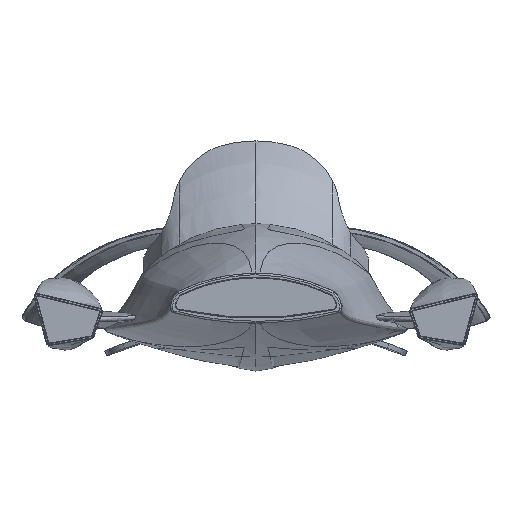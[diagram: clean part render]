
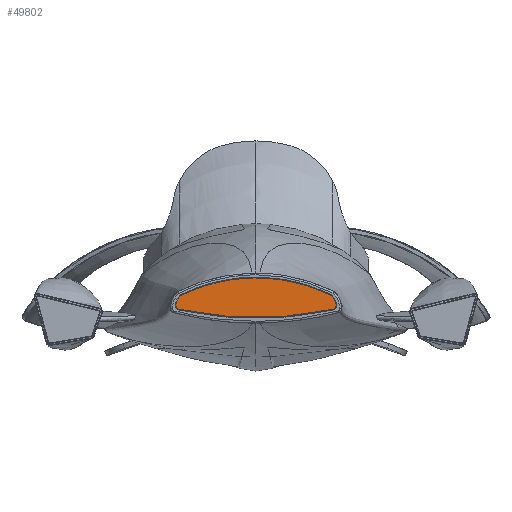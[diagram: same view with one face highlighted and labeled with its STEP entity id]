
A CAD part, top view. The second image highlights one B-rep face of the part: STEP entity #49802.
In plain terms, the highlighted free-form (B-spline) face has degree [1, 1] with [2, 2] control points.
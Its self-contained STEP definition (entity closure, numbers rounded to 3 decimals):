
#49802 = ADVANCED_FACE('',(#49803),#49869,.T.);
#49803 = FACE_BOUND('',#49804,.T.);
#49804 = EDGE_LOOP('',(#49805,#49815,#49823,#49831,#49839,#49847,#49855,
    #49863));
#49805 = ORIENTED_EDGE('',*,*,#49806,.F.);
#49806 = EDGE_CURVE('',#49807,#49809,#49811,.T.);
#49807 = VERTEX_POINT('',#49808);
#49808 = CARTESIAN_POINT('',(-697.575,-59.893,
    1973.584));
#49809 = VERTEX_POINT('',#49810);
#49810 = CARTESIAN_POINT('',(-672.122,-98.673,
    1973.584));
#49811 = ( BOUNDED_CURVE() B_SPLINE_CURVE(2,(#49812,#49813,#49814),
.UNSPECIFIED.,.F.,.F.) B_SPLINE_CURVE_WITH_KNOTS((3,3),(6.093,
7.635),.PIECEWISE_BEZIER_KNOTS.) CURVE() 
GEOMETRIC_REPRESENTATION_ITEM() RATIONAL_B_SPLINE_CURVE((1.,
0.717,1.)) REPRESENTATION_ITEM('') );
#49812 = CARTESIAN_POINT('',(-697.575,-59.893,
    1973.584));
#49813 = CARTESIAN_POINT('',(-703.674,-91.639,
    1973.584));
#49814 = CARTESIAN_POINT('',(-672.122,-98.673,
    1973.584));
#49815 = ORIENTED_EDGE('',*,*,#49816,.F.);
#49816 = EDGE_CURVE('',#49817,#49807,#49819,.T.);
#49817 = VERTEX_POINT('',#49818);
#49818 = CARTESIAN_POINT('',(-663.173,14.685,
    1973.584));
#49819 = ( BOUNDED_CURVE() B_SPLINE_CURVE(2,(#49820,#49821,#49822),
.UNSPECIFIED.,.F.,.F.) B_SPLINE_CURVE_WITH_KNOTS((3,3),(5.609,
6.093),.PIECEWISE_BEZIER_KNOTS.) CURVE() 
GEOMETRIC_REPRESENTATION_ITEM() RATIONAL_B_SPLINE_CURVE((1.,
0.971,1.)) REPRESENTATION_ITEM('') );
#49820 = CARTESIAN_POINT('',(-663.173,14.685,
    1973.584));
#49821 = CARTESIAN_POINT('',(-689.594,-18.351,
    1973.584));
#49822 = CARTESIAN_POINT('',(-697.575,-59.893,
    1973.584));
#49823 = ORIENTED_EDGE('',*,*,#49824,.F.);
#49824 = EDGE_CURVE('',#49825,#49817,#49827,.T.);
#49825 = VERTEX_POINT('',#49826);
#49826 = CARTESIAN_POINT('',(-651.898,23.751,
    1973.584));
#49827 = ( BOUNDED_CURVE() B_SPLINE_CURVE(2,(#49828,#49829,#49830),
.UNSPECIFIED.,.F.,.F.) B_SPLINE_CURVE_WITH_KNOTS((3,3),(5.171,
5.609),.PIECEWISE_BEZIER_KNOTS.) CURVE() 
GEOMETRIC_REPRESENTATION_ITEM() RATIONAL_B_SPLINE_CURVE((1.,
0.976,1.)) REPRESENTATION_ITEM('') );
#49828 = CARTESIAN_POINT('',(-651.898,23.751,
    1973.584));
#49829 = CARTESIAN_POINT('',(-658.545,20.473,
    1973.584));
#49830 = CARTESIAN_POINT('',(-663.173,14.685,
    1973.584));
#49831 = ORIENTED_EDGE('',*,*,#49832,.F.);
#49832 = EDGE_CURVE('',#49833,#49825,#49835,.T.);
#49833 = VERTEX_POINT('',#49834);
#49834 = CARTESIAN_POINT('',(651.898,23.751,
    1973.584));
#49835 = ( BOUNDED_CURVE() B_SPLINE_CURVE(2,(#49836,#49837,#49838),
.UNSPECIFIED.,.F.,.F.) B_SPLINE_CURVE_WITH_KNOTS((3,3),(4.254,
5.171),.PIECEWISE_BEZIER_KNOTS.) CURVE() 
GEOMETRIC_REPRESENTATION_ITEM() RATIONAL_B_SPLINE_CURVE((1.,
0.897,1.)) REPRESENTATION_ITEM('') );
#49836 = CARTESIAN_POINT('',(651.898,23.751,
    1973.584));
#49837 = CARTESIAN_POINT('',(0.,345.263,
    1973.584));
#49838 = CARTESIAN_POINT('',(-651.898,23.751,
    1973.584));
#49839 = ORIENTED_EDGE('',*,*,#49840,.F.);
#49840 = EDGE_CURVE('',#49841,#49833,#49843,.T.);
#49841 = VERTEX_POINT('',#49842);
#49842 = CARTESIAN_POINT('',(663.173,14.685,
    1973.584));
#49843 = ( BOUNDED_CURVE() B_SPLINE_CURVE(2,(#49844,#49845,#49846),
.UNSPECIFIED.,.F.,.F.) B_SPLINE_CURVE_WITH_KNOTS((3,3),(3.816,
4.254),.PIECEWISE_BEZIER_KNOTS.) CURVE() 
GEOMETRIC_REPRESENTATION_ITEM() RATIONAL_B_SPLINE_CURVE((1.,
0.976,1.)) REPRESENTATION_ITEM('') );
#49844 = CARTESIAN_POINT('',(663.173,14.685,
    1973.584));
#49845 = CARTESIAN_POINT('',(658.545,20.473,
    1973.584));
#49846 = CARTESIAN_POINT('',(651.898,23.751,
    1973.584));
#49847 = ORIENTED_EDGE('',*,*,#49848,.F.);
#49848 = EDGE_CURVE('',#49849,#49841,#49851,.T.);
#49849 = VERTEX_POINT('',#49850);
#49850 = CARTESIAN_POINT('',(697.575,-59.893,
    1973.584));
#49851 = ( BOUNDED_CURVE() B_SPLINE_CURVE(2,(#49852,#49853,#49854),
.UNSPECIFIED.,.F.,.F.) B_SPLINE_CURVE_WITH_KNOTS((3,3),(3.331,
3.816),.PIECEWISE_BEZIER_KNOTS.) CURVE() 
GEOMETRIC_REPRESENTATION_ITEM() RATIONAL_B_SPLINE_CURVE((1.,
0.971,1.)) REPRESENTATION_ITEM('') );
#49852 = CARTESIAN_POINT('',(697.575,-59.893,
    1973.584));
#49853 = CARTESIAN_POINT('',(689.594,-18.351,
    1973.584));
#49854 = CARTESIAN_POINT('',(663.173,14.685,
    1973.584));
#49855 = ORIENTED_EDGE('',*,*,#49856,.F.);
#49856 = EDGE_CURVE('',#49857,#49849,#49859,.T.);
#49857 = VERTEX_POINT('',#49858);
#49858 = CARTESIAN_POINT('',(672.122,-98.673,
    1973.584));
#49859 = ( BOUNDED_CURVE() B_SPLINE_CURVE(2,(#49860,#49861,#49862),
.UNSPECIFIED.,.F.,.F.) B_SPLINE_CURVE_WITH_KNOTS((3,3),(1.79,
3.331),.PIECEWISE_BEZIER_KNOTS.) CURVE() 
GEOMETRIC_REPRESENTATION_ITEM() RATIONAL_B_SPLINE_CURVE((1.,
0.717,1.)) REPRESENTATION_ITEM('') );
#49860 = CARTESIAN_POINT('',(672.122,-98.673,
    1973.584));
#49861 = CARTESIAN_POINT('',(703.674,-91.639,
    1973.584));
#49862 = CARTESIAN_POINT('',(697.575,-59.893,
    1973.584));
#49863 = ORIENTED_EDGE('',*,*,#49864,.F.);
#49864 = EDGE_CURVE('',#49809,#49857,#49865,.T.);
#49865 = ( BOUNDED_CURVE() B_SPLINE_CURVE(2,(#49866,#49867,#49868),
.UNSPECIFIED.,.F.,.F.) B_SPLINE_CURVE_WITH_KNOTS((3,3),(1.351,
1.79),.PIECEWISE_BEZIER_KNOTS.) CURVE() 
GEOMETRIC_REPRESENTATION_ITEM() RATIONAL_B_SPLINE_CURVE((1.,
0.976,1.)) REPRESENTATION_ITEM('') );
#49866 = CARTESIAN_POINT('',(-672.122,-98.673,
    1973.584));
#49867 = CARTESIAN_POINT('',(0.,-248.508,
    1973.584));
#49868 = CARTESIAN_POINT('',(672.122,-98.673,
    1973.584));
#49869 = B_SPLINE_SURFACE_WITH_KNOTS('',1,1,(
    (#49870,#49871)
    ,(#49872,#49873
    )),.UNSPECIFIED.,.F.,.F.,.F.,(2,2),(2,2),(-629.067,
    629.067),(-155.59,158.368),
  .PIECEWISE_BEZIER_KNOTS.);
#49870 = CARTESIAN_POINT('',(698.173,-172.682,
    1973.584));
#49871 = CARTESIAN_POINT('',(698.173,175.766,
    1973.584));
#49872 = CARTESIAN_POINT('',(-698.173,-172.682,
    1973.584));
#49873 = CARTESIAN_POINT('',(-698.173,175.766,
    1973.584));
